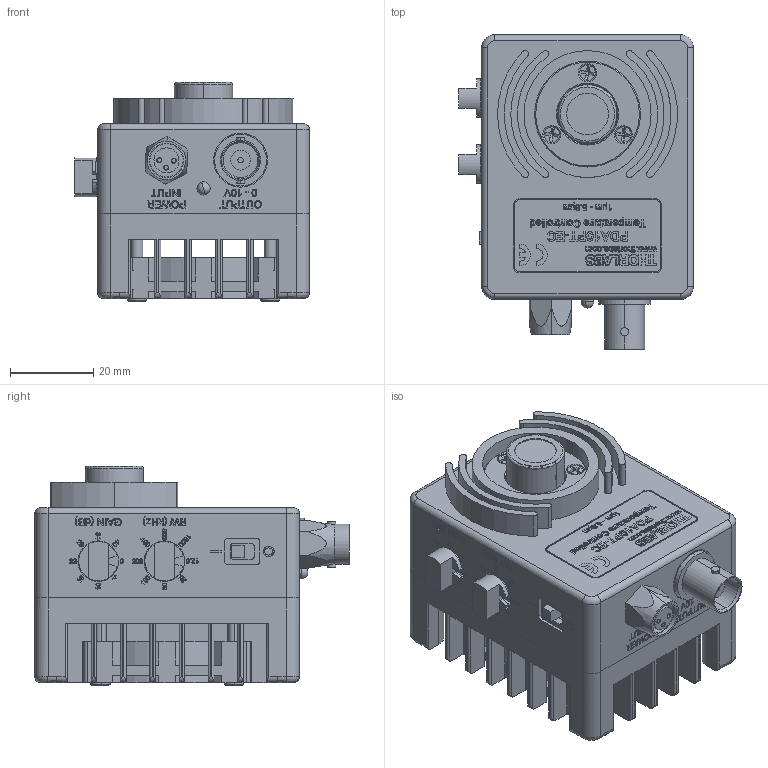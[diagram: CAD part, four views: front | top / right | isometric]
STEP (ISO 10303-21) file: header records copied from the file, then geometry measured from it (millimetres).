
FILE_DESCRIPTION (( 'STEP AP214' ), '1' );
FILE_NAME ('TTN012806-E0W.STEP', '2013-05-07T15:40:43', ( 'admin' ), ( '' ), 'SwSTEP 2.0', 'SolidWorks 2012', '' );
FILE_SCHEMA (( 'AUTOMOTIVE_DESIGN' ));
Length unit declared in the file: inch
Products named in the file (1): TTN012806-E0W
Bounding box: 56.34 x 75.45 x 52.58 mm (x, y, z)
Volume: 66084.5 mm3; surface area: 62274.6 mm2
Topology: 44 solids, 44 shells, 4293 faces, 11085 edges, 7183 vertices
Faces by surface type: plane 2356, bspline 1035, cylinder 758, cone 114, torus 28, sphere 2
Entity records: 232387 total; most frequent: CARTESIAN_POINT 77062, ORIENTED_EDGE 22030, DIRECTION 17253, EDGE_CURVE 11015, LINE 7241, VECTOR 7241, VERTEX_POINT 7183, AXIS2_PLACEMENT_3D 5006
